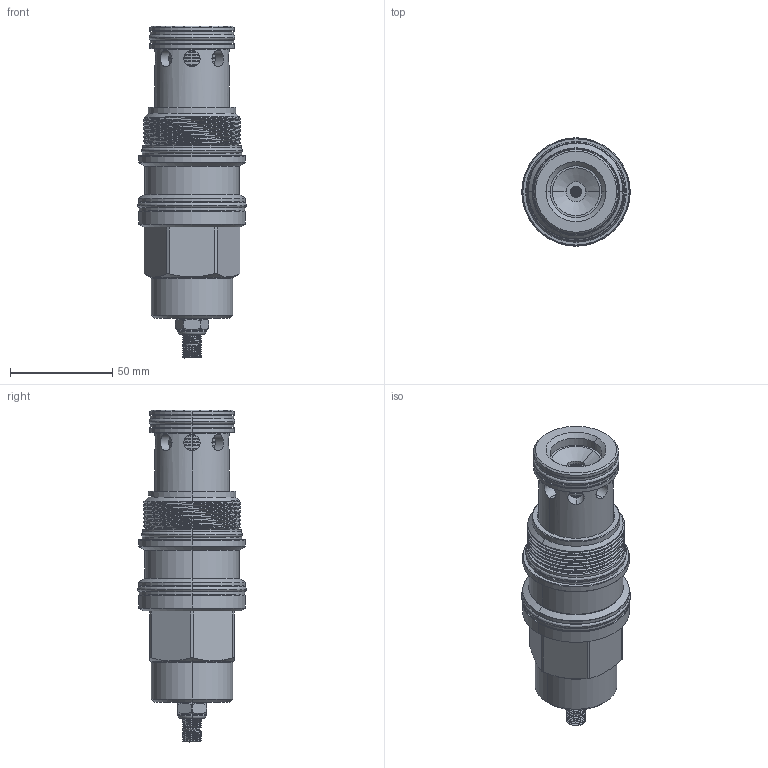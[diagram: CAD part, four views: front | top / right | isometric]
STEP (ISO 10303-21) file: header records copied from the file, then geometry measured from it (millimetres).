
FILE_DESCRIPTION (( 'STEP AP203' ), '1' );
FILE_NAME ('SQ19A30-L.STEP', '2020-03-25T02:23:12', ( '' ), ( '' ), 'SwSTEP 2.0', 'SolidWorks 2018', '' );
FILE_SCHEMA (( 'CONFIG_CONTROL_DESIGN' ));
Products named in the file (1): SQ19A30-L
Bounding box: 53.11 x 53.11 x 162.5 mm (x, y, z)
Volume: 207777.2 mm3; surface area: 37114.3 mm2
Topology: 8 solids, 11 shells, 866 faces, 2410 edges, 1483 vertices
Faces by surface type: cylinder 652, plane 74, torus 71, cone 56, bspline 9, sphere 4
Entity records: 60253 total; most frequent: CARTESIAN_POINT 39081, ORIENTED_EDGE 4816, DIRECTION 3612, EDGE_CURVE 2408, VERTEX_POINT 1483, AXIS2_PLACEMENT_3D 1473, EDGE_LOOP 1279, B_SPLINE_CURVE_WITH_KNOTS 1051
